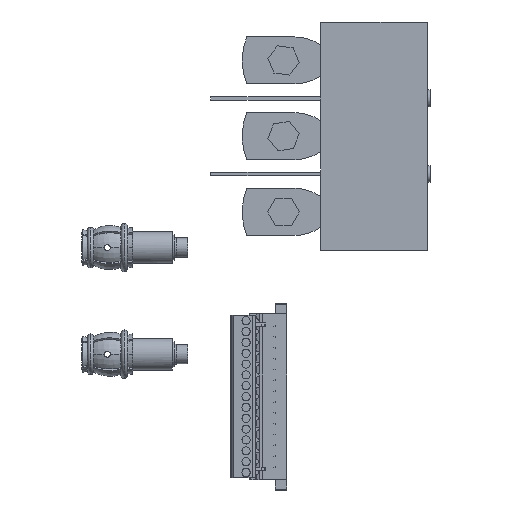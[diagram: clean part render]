
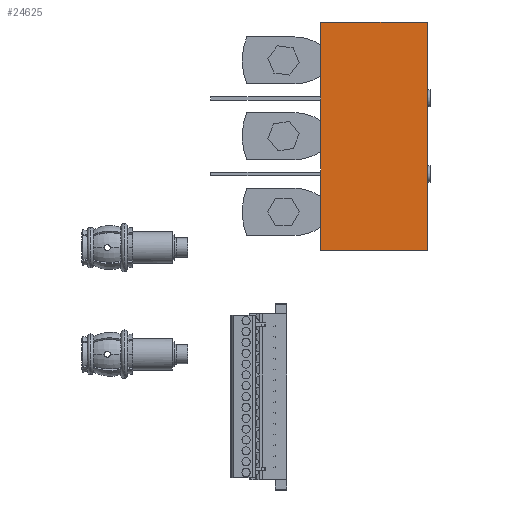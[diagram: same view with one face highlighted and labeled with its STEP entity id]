
A CAD part, left-side view. The second image highlights one B-rep face of the part: STEP entity #24625.
In plain terms, the highlighted planar face has unit normal (-1, 0, 0).
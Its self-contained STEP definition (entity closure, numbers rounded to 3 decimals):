
#3324 = CARTESIAN_POINT ( 'NONE',  ( -92.5, 0., -53.5 ) ) ;
#3520 = VECTOR ( 'NONE', #12928, 1000. ) ;
#5862 = VERTEX_POINT ( 'NONE', #65169 ) ;
#7517 = DIRECTION ( 'NONE',  ( 0., 0., -1. ) ) ;
#9984 = ORIENTED_EDGE ( 'NONE', *, *, #56678, .F. ) ;
#10201 = ORIENTED_EDGE ( 'NONE', *, *, #17296, .F. ) ;
#10969 = CARTESIAN_POINT ( 'NONE',  ( -92.5, 0., 0. ) ) ;
#11574 = LINE ( 'NONE', #37327, #27575 ) ;
#11915 = EDGE_CURVE ( 'NONE', #5862, #54191, #19928, .T. ) ;
#12027 = VERTEX_POINT ( 'NONE', #27568 ) ;
#12828 = EDGE_CURVE ( 'NONE', #12027, #15164, #48029, .T. ) ;
#12928 = DIRECTION ( 'NONE',  ( 0., 0., 1. ) ) ;
#13542 = LINE ( 'NONE', #53331, #37759 ) ;
#14360 = EDGE_CURVE ( 'NONE', #20852, #20284, #45759, .T. ) ;
#15164 = VERTEX_POINT ( 'NONE', #56215 ) ;
#15276 = DIRECTION ( 'NONE',  ( 1., 0., 0. ) ) ;
#16092 = ORIENTED_EDGE ( 'NONE', *, *, #14360, .T. ) ;
#16869 = CARTESIAN_POINT ( 'NONE',  ( -92.5, 50., 53.5 ) ) ;
#17296 = EDGE_CURVE ( 'NONE', #31278, #12027, #46485, .T. ) ;
#17478 = ORIENTED_EDGE ( 'NONE', *, *, #24839, .T. ) ;
#18083 = ORIENTED_EDGE ( 'NONE', *, *, #19432, .F. ) ;
#19432 = EDGE_CURVE ( 'NONE', #54191, #20284, #33193, .T. ) ;
#19634 = EDGE_LOOP ( 'NONE', ( #16092, #18083, #38989, #17478, #9984, #33785, #10201, #40460 ) ) ;
#19928 = LINE ( 'NONE', #56009, #29083 ) ;
#20259 = DIRECTION ( 'NONE',  ( 0., 0., 1. ) ) ;
#20284 = VERTEX_POINT ( 'NONE', #23686 ) ;
#20611 = VERTEX_POINT ( 'NONE', #34584 ) ;
#20852 = VERTEX_POINT ( 'NONE', #3324 ) ;
#21688 = VECTOR ( 'NONE', #25792, 1000. ) ;
#23686 = CARTESIAN_POINT ( 'NONE',  ( -92.5, 0., 53.5 ) ) ;
#24625 = ADVANCED_FACE ( 'NONE', ( #40674 ), #61092, .F. ) ;
#24839 = EDGE_CURVE ( 'NONE', #5862, #20611, #13542, .T. ) ;
#25769 = CARTESIAN_POINT ( 'NONE',  ( -92.5, 50., 0. ) ) ;
#25792 = DIRECTION ( 'NONE',  ( 0., 0., 1. ) ) ;
#27568 = CARTESIAN_POINT ( 'NONE',  ( -92.5, 50., -18.45 ) ) ;
#27575 = VECTOR ( 'NONE', #42334, 1000. ) ;
#27915 = VECTOR ( 'NONE', #36111, 1000. ) ;
#29083 = VECTOR ( 'NONE', #20259, 1000. ) ;
#29372 = VECTOR ( 'NONE', #33853, 1000. ) ;
#31278 = VERTEX_POINT ( 'NONE', #65920 ) ;
#32752 = EDGE_CURVE ( 'NONE', #31278, #20852, #11574, .T. ) ;
#32869 = CARTESIAN_POINT ( 'NONE',  ( -92.5, 50., 53.5 ) ) ;
#32996 = CARTESIAN_POINT ( 'NONE',  ( -92.5, 50., 0. ) ) ;
#33193 = LINE ( 'NONE', #32869, #29372 ) ;
#33785 = ORIENTED_EDGE ( 'NONE', *, *, #12828, .F. ) ;
#33853 = DIRECTION ( 'NONE',  ( 0., -1., 0. ) ) ;
#34584 = CARTESIAN_POINT ( 'NONE',  ( -92.5, 50., 16.8 ) ) ;
#35667 = DIRECTION ( 'NONE',  ( 0., 0., -1. ) ) ;
#36111 = DIRECTION ( 'NONE',  ( 0., 0., 1. ) ) ;
#37327 = CARTESIAN_POINT ( 'NONE',  ( -92.5, 50., -53.5 ) ) ;
#37759 = VECTOR ( 'NONE', #7517, 1000. ) ;
#38989 = ORIENTED_EDGE ( 'NONE', *, *, #11915, .F. ) ;
#40460 = ORIENTED_EDGE ( 'NONE', *, *, #32752, .T. ) ;
#40674 = FACE_OUTER_BOUND ( 'NONE', #19634, .T. ) ;
#42334 = DIRECTION ( 'NONE',  ( 0., -1., 0. ) ) ;
#45759 = LINE ( 'NONE', #10969, #66231 ) ;
#45917 = AXIS2_PLACEMENT_3D ( 'NONE', #60106, #15276, #35667 ) ;
#46485 = LINE ( 'NONE', #51844, #21688 ) ;
#48029 = LINE ( 'NONE', #32996, #3520 ) ;
#51106 = DIRECTION ( 'NONE',  ( 0., 0., 1. ) ) ;
#51844 = CARTESIAN_POINT ( 'NONE',  ( -92.5, 50., 0. ) ) ;
#53331 = CARTESIAN_POINT ( 'NONE',  ( -92.5, 50., 0. ) ) ;
#54191 = VERTEX_POINT ( 'NONE', #16869 ) ;
#56009 = CARTESIAN_POINT ( 'NONE',  ( -92.5, 50., 0. ) ) ;
#56215 = CARTESIAN_POINT ( 'NONE',  ( -92.5, 50., -16.8 ) ) ;
#56678 = EDGE_CURVE ( 'NONE', #15164, #20611, #57169, .T. ) ;
#57169 = LINE ( 'NONE', #25769, #27915 ) ;
#60106 = CARTESIAN_POINT ( 'NONE',  ( -92.5, 50., 0. ) ) ;
#61092 = PLANE ( 'NONE',  #45917 ) ;
#65169 = CARTESIAN_POINT ( 'NONE',  ( -92.5, 50., 18.45 ) ) ;
#65920 = CARTESIAN_POINT ( 'NONE',  ( -92.5, 50., -53.5 ) ) ;
#66231 = VECTOR ( 'NONE', #51106, 1000. ) ;
